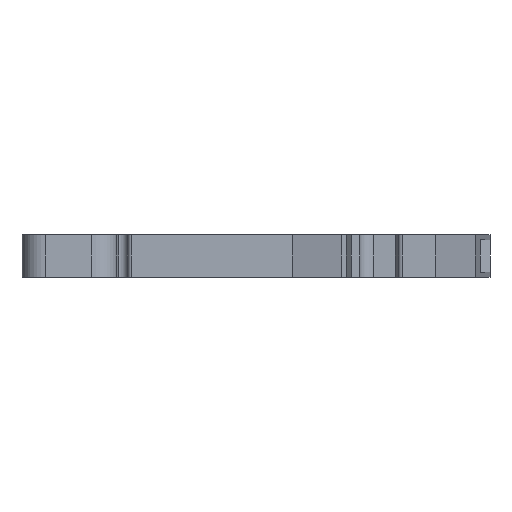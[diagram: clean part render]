
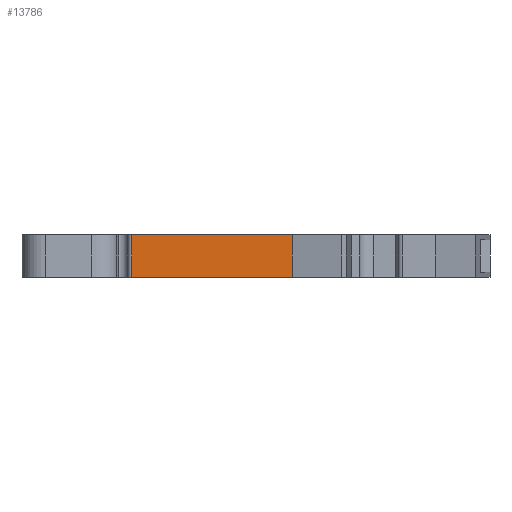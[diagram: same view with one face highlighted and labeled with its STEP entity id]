
A CAD part, front view. The second image highlights one B-rep face of the part: STEP entity #13786.
In plain terms, the highlighted planar face has unit normal (0, -1, 0).
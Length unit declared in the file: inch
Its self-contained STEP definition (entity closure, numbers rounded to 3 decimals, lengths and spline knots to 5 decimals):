
#482 = ORIENTED_EDGE ( 'NONE', *, *, #11496, .T. ) ;
#850 = CARTESIAN_POINT ( 'NONE',  ( 0., 0., 0.09843 ) ) ;
#927 = DIRECTION ( 'NONE',  ( 0., 1., 0. ) ) ;
#956 = CARTESIAN_POINT ( 'NONE',  ( 0.15748, 0., -0.4844 ) ) ;
#1062 = DIRECTION ( 'NONE',  ( 0., 0., -1. ) ) ;
#1326 = VECTOR ( 'NONE', #1062, 39.37008 ) ;
#1542 = VERTEX_POINT ( 'NONE', #6818 ) ;
#1896 = EDGE_CURVE ( 'NONE', #2753, #1542, #10542, .T. ) ;
#2183 = VERTEX_POINT ( 'NONE', #7663 ) ;
#2753 = VERTEX_POINT ( 'NONE', #12377 ) ;
#3231 = ORIENTED_EDGE ( 'NONE', *, *, #12812, .F. ) ;
#3427 = DIRECTION ( 'NONE',  ( 1., 0., 0. ) ) ;
#3908 = VECTOR ( 'NONE', #5565, 39.37008 ) ;
#4010 = EDGE_CURVE ( 'NONE', #12981, #2753, #7707, .T. ) ;
#4106 = ORIENTED_EDGE ( 'NONE', *, *, #1896, .F. ) ;
#4254 = FACE_OUTER_BOUND ( 'NONE', #6455, .T. ) ;
#5106 = CARTESIAN_POINT ( 'NONE',  ( -0.59449, 0., 0.09843 ) ) ;
#5565 = DIRECTION ( 'NONE',  ( 1., 0., 0. ) ) ;
#5702 = VECTOR ( 'NONE', #7789, 39.37008 ) ;
#5785 = CARTESIAN_POINT ( 'NONE',  ( 0., 0., -0.09843 ) ) ;
#6210 = DIRECTION ( 'NONE',  ( -1., 0., 0. ) ) ;
#6455 = EDGE_LOOP ( 'NONE', ( #4106, #7913, #3231, #482 ) ) ;
#6782 = CARTESIAN_POINT ( 'NONE',  ( -0.59449, 0., 0.09843 ) ) ;
#6818 = CARTESIAN_POINT ( 'NONE',  ( 0.15748, 0., -0.09843 ) ) ;
#7663 = CARTESIAN_POINT ( 'NONE',  ( -0.59449, 0., -0.09843 ) ) ;
#7707 = LINE ( 'NONE', #850, #13616 ) ;
#7789 = DIRECTION ( 'NONE',  ( 0., 0., 1. ) ) ;
#7913 = ORIENTED_EDGE ( 'NONE', *, *, #4010, .F. ) ;
#10238 = CARTESIAN_POINT ( 'NONE',  ( 0., 0., 0.09843 ) ) ;
#10542 = LINE ( 'NONE', #956, #1326 ) ;
#10832 = LINE ( 'NONE', #5106, #5702 ) ;
#10883 = LINE ( 'NONE', #5785, #3908 ) ;
#11496 = EDGE_CURVE ( 'NONE', #2183, #1542, #10883, .T. ) ;
#12377 = CARTESIAN_POINT ( 'NONE',  ( 0.15748, 0., 0.09843 ) ) ;
#12812 = EDGE_CURVE ( 'NONE', #2183, #12981, #10832, .T. ) ;
#12836 = PLANE ( 'NONE',  #13539 ) ;
#12981 = VERTEX_POINT ( 'NONE', #6782 ) ;
#13539 = AXIS2_PLACEMENT_3D ( 'NONE', #10238, #927, #6210 ) ;
#13616 = VECTOR ( 'NONE', #3427, 39.37008 ) ;
#13786 = ADVANCED_FACE ( 'NONE', ( #4254 ), #12836, .F. ) ;
